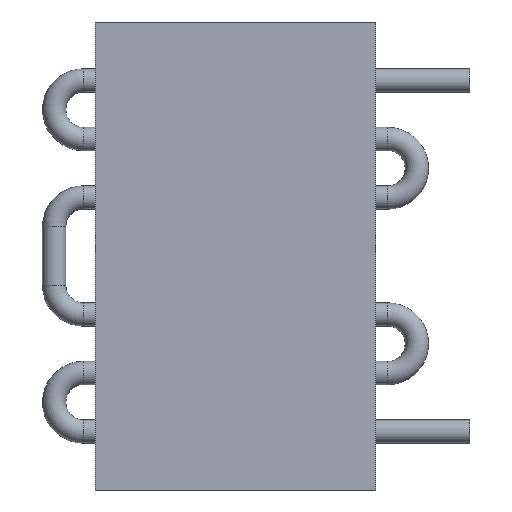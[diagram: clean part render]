
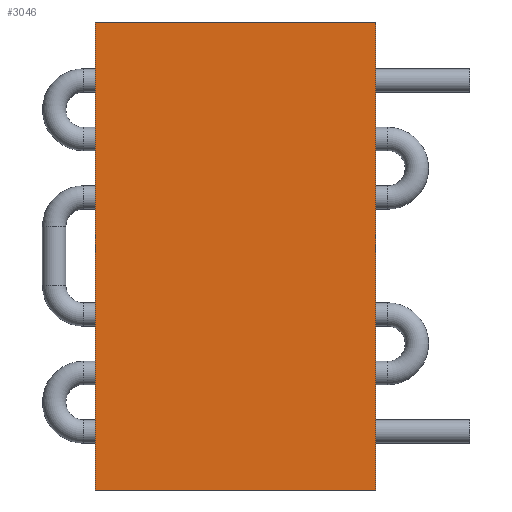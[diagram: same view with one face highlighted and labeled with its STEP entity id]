
A CAD part, front view. The second image highlights one B-rep face of the part: STEP entity #3046.
In plain terms, the highlighted planar face has unit normal (0, -1, 0).
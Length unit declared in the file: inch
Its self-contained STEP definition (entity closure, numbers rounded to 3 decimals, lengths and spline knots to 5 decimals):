
#26 = VECTOR ( 'NONE', #2515, 39.37008 ) ;
#94 = VERTEX_POINT ( 'NONE', #845 ) ;
#117 = VECTOR ( 'NONE', #920, 39.37008 ) ;
#122 = LINE ( 'NONE', #292, #1335 ) ;
#152 = EDGE_CURVE ( 'NONE', #94, #2183, #1089, .T. ) ;
#183 = ORIENTED_EDGE ( 'NONE', *, *, #3140, .F. ) ;
#191 = PLANE ( 'NONE',  #2635 ) ;
#292 = CARTESIAN_POINT ( 'NONE',  ( -3., 0., 5. ) ) ;
#399 = CARTESIAN_POINT ( 'NONE',  ( 3., 0., 5. ) ) ;
#424 = LINE ( 'NONE', #1464, #117 ) ;
#518 = DIRECTION ( 'NONE',  ( 0., 1., 0. ) ) ;
#768 = ORIENTED_EDGE ( 'NONE', *, *, #3558, .F. ) ;
#790 = CARTESIAN_POINT ( 'NONE',  ( 0., 0., 0. ) ) ;
#845 = CARTESIAN_POINT ( 'NONE',  ( -3., 0., -5. ) ) ;
#897 = VERTEX_POINT ( 'NONE', #399 ) ;
#920 = DIRECTION ( 'NONE',  ( -1., 0., 0. ) ) ;
#1079 = DIRECTION ( 'NONE',  ( 1., 0., 0. ) ) ;
#1089 = LINE ( 'NONE', #1974, #2170 ) ;
#1101 = ORIENTED_EDGE ( 'NONE', *, *, #2479, .F. ) ;
#1227 = EDGE_LOOP ( 'NONE', ( #768, #1101, #2669, #183 ) ) ;
#1335 = VECTOR ( 'NONE', #1079, 39.37008 ) ;
#1438 = VERTEX_POINT ( 'NONE', #3540 ) ;
#1464 = CARTESIAN_POINT ( 'NONE',  ( -3., 0., -5. ) ) ;
#1723 = LINE ( 'NONE', #2209, #26 ) ;
#1819 = CARTESIAN_POINT ( 'NONE',  ( -3., 0., 5. ) ) ;
#1902 = DIRECTION ( 'NONE',  ( 0., 0., 1. ) ) ;
#1974 = CARTESIAN_POINT ( 'NONE',  ( -3., 0., -5. ) ) ;
#2170 = VECTOR ( 'NONE', #2809, 39.37008 ) ;
#2183 = VERTEX_POINT ( 'NONE', #1819 ) ;
#2209 = CARTESIAN_POINT ( 'NONE',  ( 3., 0., -5. ) ) ;
#2479 = EDGE_CURVE ( 'NONE', #2183, #897, #122, .T. ) ;
#2515 = DIRECTION ( 'NONE',  ( 0., 0., -1. ) ) ;
#2635 = AXIS2_PLACEMENT_3D ( 'NONE', #790, #518, #1902 ) ;
#2669 = ORIENTED_EDGE ( 'NONE', *, *, #152, .F. ) ;
#2809 = DIRECTION ( 'NONE',  ( 0., 0., 1. ) ) ;
#3046 = ADVANCED_FACE ( 'NONE', ( #3491 ), #191, .F. ) ;
#3140 = EDGE_CURVE ( 'NONE', #1438, #94, #424, .T. ) ;
#3491 = FACE_OUTER_BOUND ( 'NONE', #1227, .T. ) ;
#3540 = CARTESIAN_POINT ( 'NONE',  ( 3., 0., -5. ) ) ;
#3558 = EDGE_CURVE ( 'NONE', #897, #1438, #1723, .T. ) ;
